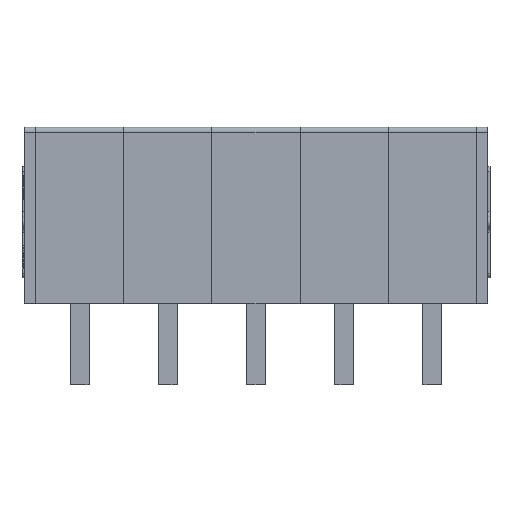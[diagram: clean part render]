
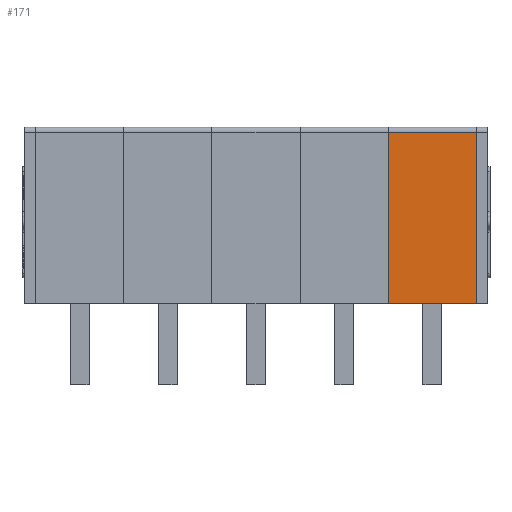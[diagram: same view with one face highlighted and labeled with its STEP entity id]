
A CAD part, front view. The second image highlights one B-rep face of the part: STEP entity #171.
In plain terms, the highlighted planar face has unit normal (0, -1, 0).
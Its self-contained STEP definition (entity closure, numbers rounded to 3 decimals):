
#171=ADVANCED_FACE('3578',(#856),#857,.T.);
#856=FACE_OUTER_BOUND('',#2093,.T.);
#857=PLANE('',#2094);
#2093=EDGE_LOOP('',(#3813,#3814,#3815,#3816));
#2094=AXIS2_PLACEMENT_3D('',#3817,#3818,#3819);
#3813=ORIENTED_EDGE('',*,*,#8340,.T.);
#3814=ORIENTED_EDGE('',*,*,#8479,.T.);
#3815=ORIENTED_EDGE('',*,*,#8480,.F.);
#3816=ORIENTED_EDGE('',*,*,#8354,.F.);
#3817=CARTESIAN_POINT('',(-2.4,-4.6,-3.7));
#3818=DIRECTION('',(0.0,-1.0,0.0));
#3819=DIRECTION('',(0.0,0.0,-1.0));
#8340=EDGE_CURVE('6396',#10037,#10035,#10038,.T.);
#8354=EDGE_CURVE('6388',#10037,#10060,#10061,.T.);
#8479=EDGE_CURVE('6389',#10035,#10261,#10263,.T.);
#8480=EDGE_CURVE('6398',#10060,#10261,#10264,.T.);
#10035=VERTEX_POINT('',#12811);
#10037=VERTEX_POINT('',#12814);
#10038=LINE('',#12815,#12816);
#10060=VERTEX_POINT('',#12851);
#10061=LINE('',#12852,#12853);
#10261=VERTEX_POINT('',#13166);
#10263=LINE('',#13169,#13170);
#10264=LINE('',#13171,#13172);
#12811=CARTESIAN_POINT('',(17.135,-4.6,-3.7));
#12814=CARTESIAN_POINT('',(13.325,-4.6,-3.7));
#12815=CARTESIAN_POINT('',(13.325,-4.6,-3.7));
#12816=VECTOR('',#17008,3.81);
#12851=CARTESIAN_POINT('',(13.325,-4.6,3.7));
#12852=CARTESIAN_POINT('',(13.325,-4.6,-3.7));
#12853=VECTOR('',#17022,7.4);
#13166=CARTESIAN_POINT('',(17.135,-4.6,3.7));
#13169=CARTESIAN_POINT('',(17.135,-4.6,-3.7));
#13170=VECTOR('',#17185,7.4);
#13171=CARTESIAN_POINT('',(13.325,-4.6,3.7));
#13172=VECTOR('',#17186,3.81);
#17008=DIRECTION('',(1.0,0.0,0.0));
#17022=DIRECTION('',(0.0,0.0,1.0));
#17185=DIRECTION('',(0.0,0.0,1.0));
#17186=DIRECTION('',(1.0,0.0,0.0));
